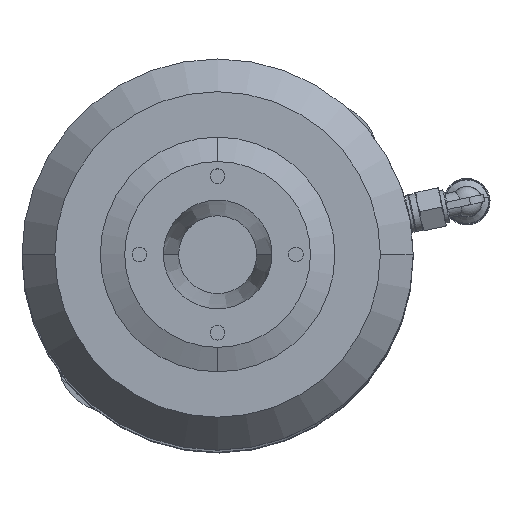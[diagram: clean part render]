
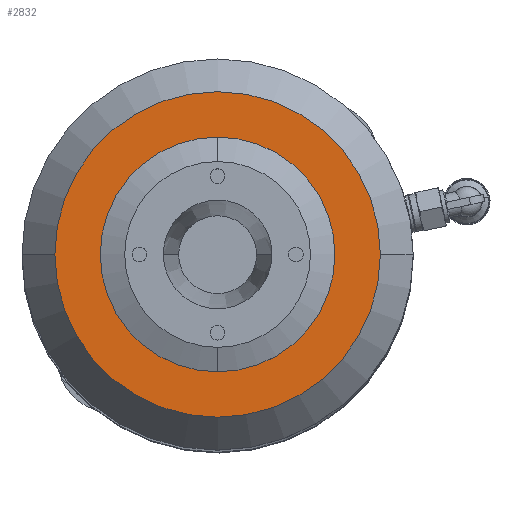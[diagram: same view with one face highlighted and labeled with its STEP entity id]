
A CAD part, top view. The second image highlights one B-rep face of the part: STEP entity #2832.
In plain terms, the highlighted face is planar.
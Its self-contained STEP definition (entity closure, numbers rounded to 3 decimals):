
#470 = DIRECTION ( 'NONE',  ( 0., 0., -1. ) ) ;
#485 = DIRECTION ( 'NONE',  ( 0., 0., 1. ) ) ;
#747 = AXIS2_PLACEMENT_3D ( 'NONE', #1886, #10186, #1850 ) ;
#1338 = DIRECTION ( 'NONE',  ( -1., 0., 0. ) ) ;
#1371 = EDGE_CURVE ( 'NONE', #2856, #2612, #5443, .T. ) ;
#1772 = DIRECTION ( 'NONE',  ( 0., 0., -1. ) ) ;
#1850 = DIRECTION ( 'NONE',  ( 0., 0., -1. ) ) ;
#1886 = CARTESIAN_POINT ( 'NONE',  ( 5., 0., 0. ) ) ;
#1930 = AXIS2_PLACEMENT_3D ( 'NONE', #10046, #9255, #1772 ) ;
#2285 = EDGE_CURVE ( 'NONE', #4424, #5472, #6814, .T. ) ;
#2447 = ORIENTED_EDGE ( 'NONE', *, *, #2285, .T. ) ;
#2483 = EDGE_LOOP ( 'NONE', ( #10107, #6295 ) ) ;
#2570 = DIRECTION ( 'NONE',  ( 0., 0., -1. ) ) ;
#2612 = VERTEX_POINT ( 'NONE', #7744 ) ;
#2832 = ADVANCED_FACE ( 'NONE', ( #9640, #3657 ), #10310, .T. ) ;
#2838 = CIRCLE ( 'NONE', #1930, 19.85 ) ;
#2856 = VERTEX_POINT ( 'NONE', #3009 ) ;
#3009 = CARTESIAN_POINT ( 'NONE',  ( 5., 0., 33.287 ) ) ;
#3185 = DIRECTION ( 'NONE',  ( 1., 0., 0. ) ) ;
#3273 = EDGE_CURVE ( 'NONE', #2612, #2856, #7681, .T. ) ;
#3657 = FACE_BOUND ( 'NONE', #6852, .T. ) ;
#4424 = VERTEX_POINT ( 'NONE', #7781 ) ;
#5150 = CARTESIAN_POINT ( 'NONE',  ( 5., 0., 19.85 ) ) ;
#5164 = CARTESIAN_POINT ( 'NONE',  ( 5., 0., 0. ) ) ;
#5443 = CIRCLE ( 'NONE', #10088, 33.287 ) ;
#5459 = AXIS2_PLACEMENT_3D ( 'NONE', #6377, #3185, #470 ) ;
#5472 = VERTEX_POINT ( 'NONE', #5150 ) ;
#5588 = CARTESIAN_POINT ( 'NONE',  ( 5., 19.85, 0. ) ) ;
#6283 = AXIS2_PLACEMENT_3D ( 'NONE', #5588, #1338, #485 ) ;
#6295 = ORIENTED_EDGE ( 'NONE', *, *, #1371, .F. ) ;
#6377 = CARTESIAN_POINT ( 'NONE',  ( 5., 0., 0. ) ) ;
#6795 = DIRECTION ( 'NONE',  ( 1., 0., 0. ) ) ;
#6814 = CIRCLE ( 'NONE', #747, 19.85 ) ;
#6852 = EDGE_LOOP ( 'NONE', ( #2447, #9417 ) ) ;
#6906 = EDGE_CURVE ( 'NONE', #5472, #4424, #2838, .T. ) ;
#7681 = CIRCLE ( 'NONE', #5459, 33.287 ) ;
#7744 = CARTESIAN_POINT ( 'NONE',  ( 5., 0., -33.287 ) ) ;
#7781 = CARTESIAN_POINT ( 'NONE',  ( 5., 0., -19.85 ) ) ;
#9255 = DIRECTION ( 'NONE',  ( 1., 0., 0. ) ) ;
#9417 = ORIENTED_EDGE ( 'NONE', *, *, #6906, .T. ) ;
#9640 = FACE_OUTER_BOUND ( 'NONE', #2483, .T. ) ;
#10046 = CARTESIAN_POINT ( 'NONE',  ( 5., 0., 0. ) ) ;
#10088 = AXIS2_PLACEMENT_3D ( 'NONE', #5164, #6795, #2570 ) ;
#10107 = ORIENTED_EDGE ( 'NONE', *, *, #3273, .F. ) ;
#10186 = DIRECTION ( 'NONE',  ( 1., 0., 0. ) ) ;
#10310 = PLANE ( 'NONE',  #6283 ) ;
